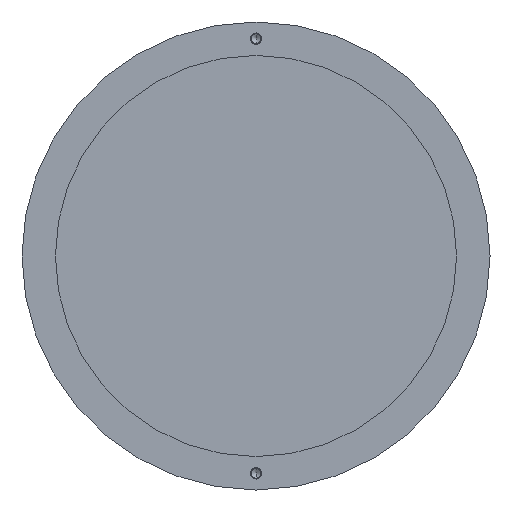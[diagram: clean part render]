
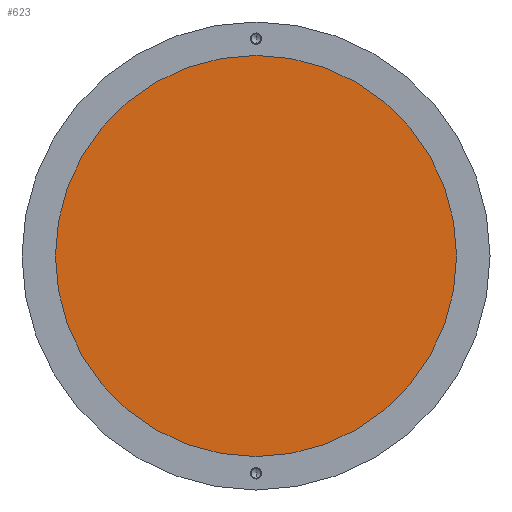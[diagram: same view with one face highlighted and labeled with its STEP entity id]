
A CAD part, left-side view. The second image highlights one B-rep face of the part: STEP entity #623.
In plain terms, the highlighted planar face has unit normal (-1, 0, 0).
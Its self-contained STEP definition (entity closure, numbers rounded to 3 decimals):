
#2 = CARTESIAN_POINT ( 'NONE',  ( -0.001, 0., 44.45 ) ) ;
#13 = CARTESIAN_POINT ( 'NONE',  ( -0.001, 0., 0. ) ) ;
#20 = CARTESIAN_POINT ( 'NONE',  ( -0.001, 0., 0. ) ) ;
#25 = EDGE_LOOP ( 'NONE', ( #508, #170 ) ) ;
#34 = FACE_OUTER_BOUND ( 'NONE', #25, .T. ) ;
#47 = EDGE_CURVE ( 'NONE', #475, #250, #539, .T. ) ;
#87 = PLANE ( 'NONE',  #401 ) ;
#113 = DIRECTION ( 'NONE',  ( 1., 0., 0. ) ) ;
#136 = EDGE_CURVE ( 'NONE', #250, #475, #329, .T. ) ;
#170 = ORIENTED_EDGE ( 'NONE', *, *, #136, .F. ) ;
#250 = VERTEX_POINT ( 'NONE', #464 ) ;
#293 = DIRECTION ( 'NONE',  ( 1., 0., 0. ) ) ;
#329 = CIRCLE ( 'NONE', #384, 44.45 ) ;
#359 = DIRECTION ( 'NONE',  ( 0., 0., -1. ) ) ;
#365 = AXIS2_PLACEMENT_3D ( 'NONE', #13, #113, #443 ) ;
#384 = AXIS2_PLACEMENT_3D ( 'NONE', #20, #293, #506 ) ;
#401 = AXIS2_PLACEMENT_3D ( 'NONE', #587, #686, #359 ) ;
#443 = DIRECTION ( 'NONE',  ( 0., 0., -1. ) ) ;
#464 = CARTESIAN_POINT ( 'NONE',  ( -0.001, 0., -44.45 ) ) ;
#475 = VERTEX_POINT ( 'NONE', #2 ) ;
#506 = DIRECTION ( 'NONE',  ( 0., 0., -1. ) ) ;
#508 = ORIENTED_EDGE ( 'NONE', *, *, #47, .F. ) ;
#539 = CIRCLE ( 'NONE', #365, 44.45 ) ;
#587 = CARTESIAN_POINT ( 'NONE',  ( -0.001, 0., 0. ) ) ;
#623 = ADVANCED_FACE ( 'NONE', ( #34 ), #87, .F. ) ;
#686 = DIRECTION ( 'NONE',  ( 1., 0., 0. ) ) ;
